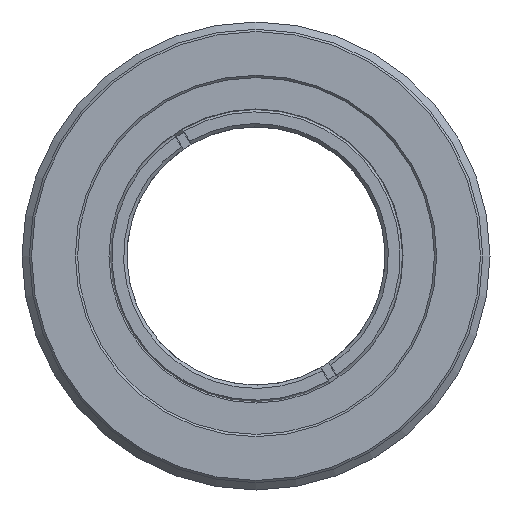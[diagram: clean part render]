
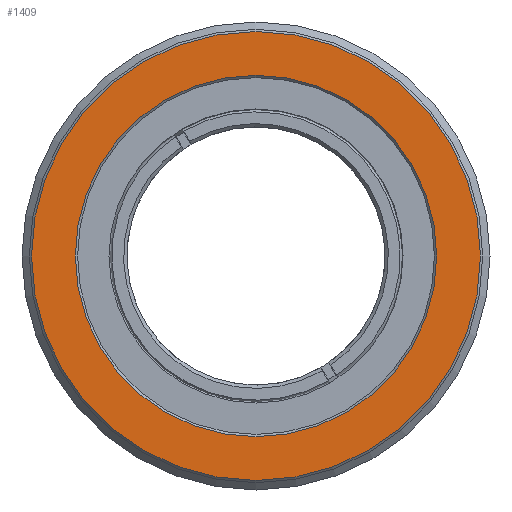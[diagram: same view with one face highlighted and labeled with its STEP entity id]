
A CAD part, front view. The second image highlights one B-rep face of the part: STEP entity #1409.
In plain terms, the highlighted planar face has unit normal (0, -1, 0).
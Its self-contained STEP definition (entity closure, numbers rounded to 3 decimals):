
#60 = CARTESIAN_POINT ( 'NONE',  ( 0., 0., 0. ) ) ;
#181 = PLANE ( 'NONE',  #1464 ) ;
#241 = DIRECTION ( 'NONE',  ( 0., -1., 0. ) ) ;
#340 = DIRECTION ( 'NONE',  ( 0., -1., 0. ) ) ;
#530 = EDGE_CURVE ( 'NONE', #4059, #4059, #1897, .T. ) ;
#1224 = CARTESIAN_POINT ( 'NONE',  ( 20.2, 0., 0. ) ) ;
#1288 = FACE_BOUND ( 'NONE', #3904, .T. ) ;
#1369 = AXIS2_PLACEMENT_3D ( 'NONE', #60, #1699, #3066 ) ;
#1409 = ADVANCED_FACE ( 'NONE', ( #2277, #1288 ), #181, .T. ) ;
#1464 = AXIS2_PLACEMENT_3D ( 'NONE', #1224, #241, #4149 ) ;
#1564 = EDGE_LOOP ( 'NONE', ( #6366 ) ) ;
#1699 = DIRECTION ( 'NONE',  ( 0., 1., 0. ) ) ;
#1897 = CIRCLE ( 'NONE', #1369, 16.1 ) ;
#2028 = CIRCLE ( 'NONE', #6087, 20. ) ;
#2277 = FACE_OUTER_BOUND ( 'NONE', #1564, .T. ) ;
#2317 = CARTESIAN_POINT ( 'NONE',  ( 0., 0., 0. ) ) ;
#2846 = ORIENTED_EDGE ( 'NONE', *, *, #530, .T. ) ;
#3022 = EDGE_CURVE ( 'NONE', #3772, #3772, #2028, .T. ) ;
#3066 = DIRECTION ( 'NONE',  ( 0., 0., -1. ) ) ;
#3359 = CARTESIAN_POINT ( 'NONE',  ( 0., 0., 20. ) ) ;
#3612 = CARTESIAN_POINT ( 'NONE',  ( 0., 0., -16.1 ) ) ;
#3772 = VERTEX_POINT ( 'NONE', #3359 ) ;
#3797 = DIRECTION ( 'NONE',  ( 0., 0., 1. ) ) ;
#3904 = EDGE_LOOP ( 'NONE', ( #2846 ) ) ;
#4059 = VERTEX_POINT ( 'NONE', #3612 ) ;
#4149 = DIRECTION ( 'NONE',  ( 0., 0., -1. ) ) ;
#6087 = AXIS2_PLACEMENT_3D ( 'NONE', #2317, #340, #3797 ) ;
#6366 = ORIENTED_EDGE ( 'NONE', *, *, #3022, .T. ) ;
